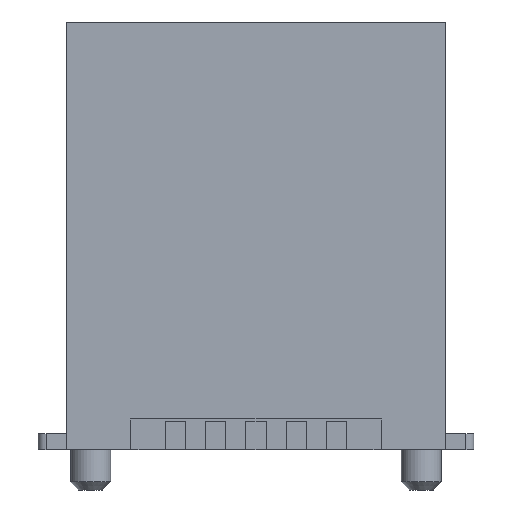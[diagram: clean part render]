
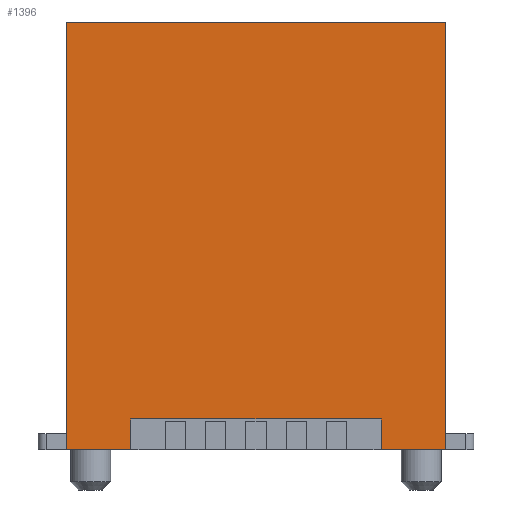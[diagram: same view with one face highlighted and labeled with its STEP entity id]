
A CAD part, front view. The second image highlights one B-rep face of the part: STEP entity #1396.
In plain terms, the highlighted planar face has unit normal (0, -1, 0).
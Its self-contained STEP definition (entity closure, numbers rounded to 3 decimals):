
#22 = VERTEX_POINT('',#23);
#23 = CARTESIAN_POINT('',(2.35,-1.91,-0.01));
#436 = VERTEX_POINT('',#437);
#437 = CARTESIAN_POINT('',(-2.35,-1.91,-0.01));
#443 = EDGE_CURVE('',#436,#444,#446,.T.);
#444 = VERTEX_POINT('',#445);
#445 = CARTESIAN_POINT('',(-1.55,-1.91,-0.01));
#446 = LINE('',#447,#448);
#447 = CARTESIAN_POINT('',(-2.35,-1.91,-0.01));
#448 = VECTOR('',#449,1.);
#449 = DIRECTION('',(1.,0.,0.));
#628 = VERTEX_POINT('',#629);
#629 = CARTESIAN_POINT('',(1.55,-1.91,-0.01));
#635 = EDGE_CURVE('',#628,#22,#636,.T.);
#636 = LINE('',#637,#638);
#637 = CARTESIAN_POINT('',(1.55,-1.91,-0.01));
#638 = VECTOR('',#639,1.);
#639 = DIRECTION('',(1.,0.,0.));
#926 = EDGE_CURVE('',#22,#927,#929,.T.);
#927 = VERTEX_POINT('',#928);
#928 = CARTESIAN_POINT('',(2.35,-1.91,5.29));
#929 = LINE('',#930,#931);
#930 = CARTESIAN_POINT('',(2.35,-1.91,-0.01));
#931 = VECTOR('',#932,1.);
#932 = DIRECTION('',(0.,0.,1.));
#1396 = ADVANCED_FACE('',(#1397),#1438,.T.);
#1397 = FACE_BOUND('',#1398,.F.);
#1398 = EDGE_LOOP('',(#1399,#1409,#1415,#1416,#1424,#1430,#1431,#1432));
#1399 = ORIENTED_EDGE('',*,*,#1400,.F.);
#1400 = EDGE_CURVE('',#1401,#1403,#1405,.T.);
#1401 = VERTEX_POINT('',#1402);
#1402 = CARTESIAN_POINT('',(-1.55,-1.91,0.37));
#1403 = VERTEX_POINT('',#1404);
#1404 = CARTESIAN_POINT('',(1.55,-1.91,0.37));
#1405 = LINE('',#1406,#1407);
#1406 = CARTESIAN_POINT('',(-1.55,-1.91,0.37));
#1407 = VECTOR('',#1408,1.);
#1408 = DIRECTION('',(1.,0.,0.));
#1409 = ORIENTED_EDGE('',*,*,#1410,.F.);
#1410 = EDGE_CURVE('',#444,#1401,#1411,.T.);
#1411 = LINE('',#1412,#1413);
#1412 = CARTESIAN_POINT('',(-1.55,-1.91,-0.01));
#1413 = VECTOR('',#1414,1.);
#1414 = DIRECTION('',(0.,0.,1.));
#1415 = ORIENTED_EDGE('',*,*,#443,.F.);
#1416 = ORIENTED_EDGE('',*,*,#1417,.T.);
#1417 = EDGE_CURVE('',#436,#1418,#1420,.T.);
#1418 = VERTEX_POINT('',#1419);
#1419 = CARTESIAN_POINT('',(-2.35,-1.91,5.29));
#1420 = LINE('',#1421,#1422);
#1421 = CARTESIAN_POINT('',(-2.35,-1.91,-0.01));
#1422 = VECTOR('',#1423,1.);
#1423 = DIRECTION('',(0.,0.,1.));
#1424 = ORIENTED_EDGE('',*,*,#1425,.T.);
#1425 = EDGE_CURVE('',#1418,#927,#1426,.T.);
#1426 = LINE('',#1427,#1428);
#1427 = CARTESIAN_POINT('',(-2.35,-1.91,5.29));
#1428 = VECTOR('',#1429,1.);
#1429 = DIRECTION('',(1.,0.,0.));
#1430 = ORIENTED_EDGE('',*,*,#926,.F.);
#1431 = ORIENTED_EDGE('',*,*,#635,.F.);
#1432 = ORIENTED_EDGE('',*,*,#1433,.F.);
#1433 = EDGE_CURVE('',#1403,#628,#1434,.T.);
#1434 = LINE('',#1435,#1436);
#1435 = CARTESIAN_POINT('',(1.55,-1.91,0.37));
#1436 = VECTOR('',#1437,1.);
#1437 = DIRECTION('',(0.,0.,-1.));
#1438 = PLANE('',#1439);
#1439 = AXIS2_PLACEMENT_3D('',#1440,#1441,#1442);
#1440 = CARTESIAN_POINT('',(0.,-1.91,
    2.64));
#1441 = DIRECTION('',(0.,-1.,0.));
#1442 = DIRECTION('',(1.,0.,0.));
